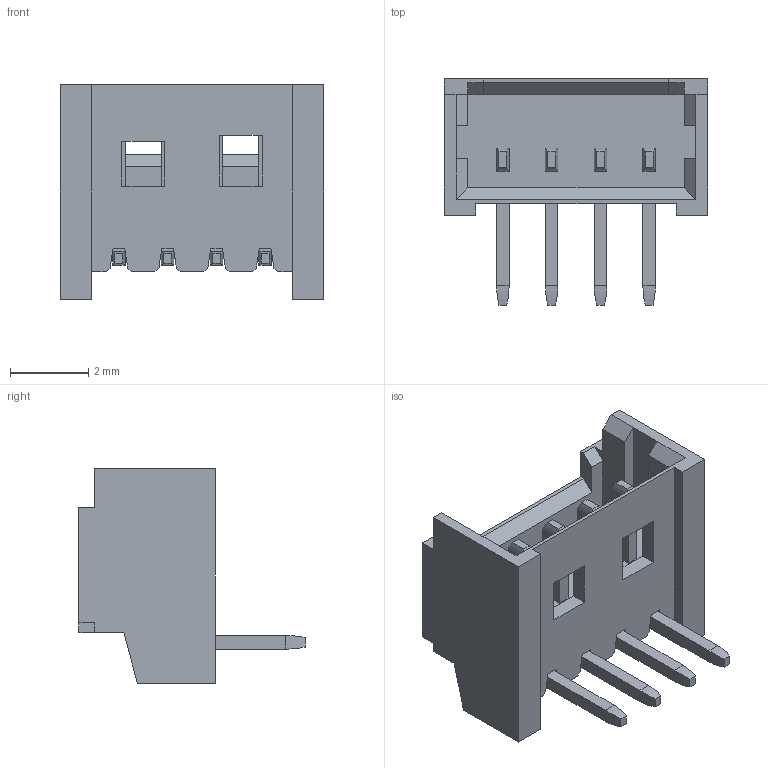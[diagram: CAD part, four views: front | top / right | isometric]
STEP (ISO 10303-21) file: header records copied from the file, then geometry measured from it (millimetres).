
FILE_DESCRIPTION (( 'STEP AP214' ), '1' );
FILE_NAME ('NX1250-04SMR.STEP', '2017-12-03T09:31:46', ( '' ), ( '' ), 'SwSTEP 2.0', 'SolidWorks 2017', '' );
FILE_SCHEMA (( 'AUTOMOTIVE_DESIGN' ));
Length unit declared in the file: millimetre
Products named in the file (1): NX1250-04SMR
Bounding box: 6.75 x 5.8 x 5.5 mm (x, y, z)
Volume: 54.9 mm3; surface area: 217.4 mm2
Topology: 1 solids, 1 shells, 182 faces, 490 edges, 314 vertices
Faces by surface type: plane 142, bspline 32, cylinder 8
Entity records: 7268 total; most frequent: CARTESIAN_POINT 1971, ORIENTED_EDGE 980, DIRECTION 768, EDGE_CURVE 490, VECTOR 434, LINE 434, VERTEX_POINT 314, EDGE_LOOP 190
